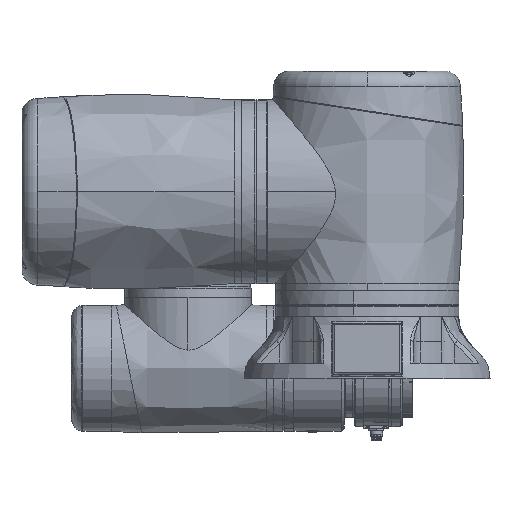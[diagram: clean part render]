
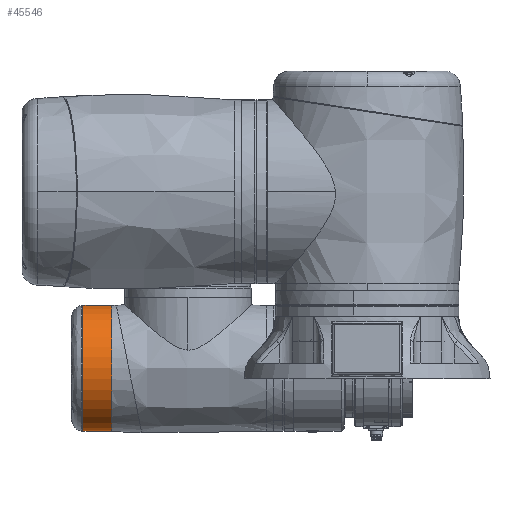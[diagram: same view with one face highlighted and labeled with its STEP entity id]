
A CAD part, left-side view. The second image highlights one B-rep face of the part: STEP entity #45546.
In plain terms, the highlighted cylindrical face has radius 40.5 mm (diameter 81 mm), a partial arc.
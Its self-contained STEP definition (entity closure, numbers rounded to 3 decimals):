
#4914 = CIRCLE ( 'NONE', #94206, 40.5 ) ;
#8199 = ORIENTED_EDGE ( 'NONE', *, *, #94889, .F. ) ;
#9233 = VECTOR ( 'NONE', #17196, 1000. ) ;
#10783 = ORIENTED_EDGE ( 'NONE', *, *, #82539, .T. ) ;
#12347 = LINE ( 'NONE', #47180, #9233 ) ;
#12432 = AXIS2_PLACEMENT_3D ( 'NONE', #41142, #110487, #51099 ) ;
#13198 = CARTESIAN_POINT ( 'NONE',  ( -40.5, 117., 0. ) ) ;
#15403 = ORIENTED_EDGE ( 'NONE', *, *, #32919, .T. ) ;
#17196 = DIRECTION ( 'NONE',  ( 0., -1., 0. ) ) ;
#20744 = FACE_OUTER_BOUND ( 'NONE', #127704, .T. ) ;
#21818 = ORIENTED_EDGE ( 'NONE', *, *, #109494, .T. ) ;
#23013 = CARTESIAN_POINT ( 'NONE',  ( -40.5, 135.5, 0. ) ) ;
#26260 = AXIS2_PLACEMENT_3D ( 'NONE', #92369, #33002, #102354 ) ;
#27761 = VERTEX_POINT ( 'NONE', #66508 ) ;
#32919 = EDGE_CURVE ( 'NONE', #27761, #56036, #124277, .T. ) ;
#33002 = DIRECTION ( 'NONE',  ( 0., -1., 0. ) ) ;
#35370 = DIRECTION ( 'NONE',  ( 0., -1., 0. ) ) ;
#41142 = CARTESIAN_POINT ( 'NONE',  ( 0., 135.5, 0. ) ) ;
#41172 = EDGE_CURVE ( 'NONE', #62389, #59552, #114102, .T. ) ;
#41498 = DIRECTION ( 'NONE',  ( 0., -1., 0. ) ) ;
#41609 = CIRCLE ( 'NONE', #12432, 40.5 ) ;
#44526 = CARTESIAN_POINT ( 'NONE',  ( 40.5, 135.5, 0. ) ) ;
#45546 = ADVANCED_FACE ( 'NONE', ( #20744 ), #67367, .T. ) ;
#47038 = CARTESIAN_POINT ( 'NONE',  ( 0., 117., 0. ) ) ;
#47180 = CARTESIAN_POINT ( 'NONE',  ( -40.5, 8.5, 0. ) ) ;
#51099 = DIRECTION ( 'NONE',  ( 0., 0., 1. ) ) ;
#56036 = VERTEX_POINT ( 'NONE', #23013 ) ;
#56982 = DIRECTION ( 'NONE',  ( -1., 0., 0. ) ) ;
#59552 = VERTEX_POINT ( 'NONE', #82058 ) ;
#61776 = CARTESIAN_POINT ( 'NONE',  ( 0., 8.5, 0. ) ) ;
#62389 = VERTEX_POINT ( 'NONE', #44526 ) ;
#64997 = VERTEX_POINT ( 'NONE', #13198 ) ;
#66508 = CARTESIAN_POINT ( 'NONE',  ( 0., 135.5, 40.5 ) ) ;
#67367 = CYLINDRICAL_SURFACE ( 'NONE', #115436, 40.5 ) ;
#82058 = CARTESIAN_POINT ( 'NONE',  ( 40.5, 117., 0. ) ) ;
#82539 = EDGE_CURVE ( 'NONE', #56036, #64997, #12347, .T. ) ;
#92369 = CARTESIAN_POINT ( 'NONE',  ( 0., 135.5, 0. ) ) ;
#94206 = AXIS2_PLACEMENT_3D ( 'NONE', #47038, #116396, #56982 ) ;
#94735 = CARTESIAN_POINT ( 'NONE',  ( 40.5, 8.5, 0. ) ) ;
#94889 = EDGE_CURVE ( 'NONE', #59552, #64997, #4914, .T. ) ;
#102354 = DIRECTION ( 'NONE',  ( 0., 0., 1. ) ) ;
#109494 = EDGE_CURVE ( 'NONE', #62389, #27761, #41609, .T. ) ;
#110487 = DIRECTION ( 'NONE',  ( 0., -1., 0. ) ) ;
#110966 = VECTOR ( 'NONE', #35370, 1000. ) ;
#114102 = LINE ( 'NONE', #94735, #110966 ) ;
#115436 = AXIS2_PLACEMENT_3D ( 'NONE', #61776, #41498, #121221 ) ;
#116396 = DIRECTION ( 'NONE',  ( 0., -1., 0. ) ) ;
#118353 = ORIENTED_EDGE ( 'NONE', *, *, #41172, .F. ) ;
#121221 = DIRECTION ( 'NONE',  ( -1., 0., 0. ) ) ;
#124277 = CIRCLE ( 'NONE', #26260, 40.5 ) ;
#127704 = EDGE_LOOP ( 'NONE', ( #118353, #21818, #15403, #10783, #8199 ) ) ;
